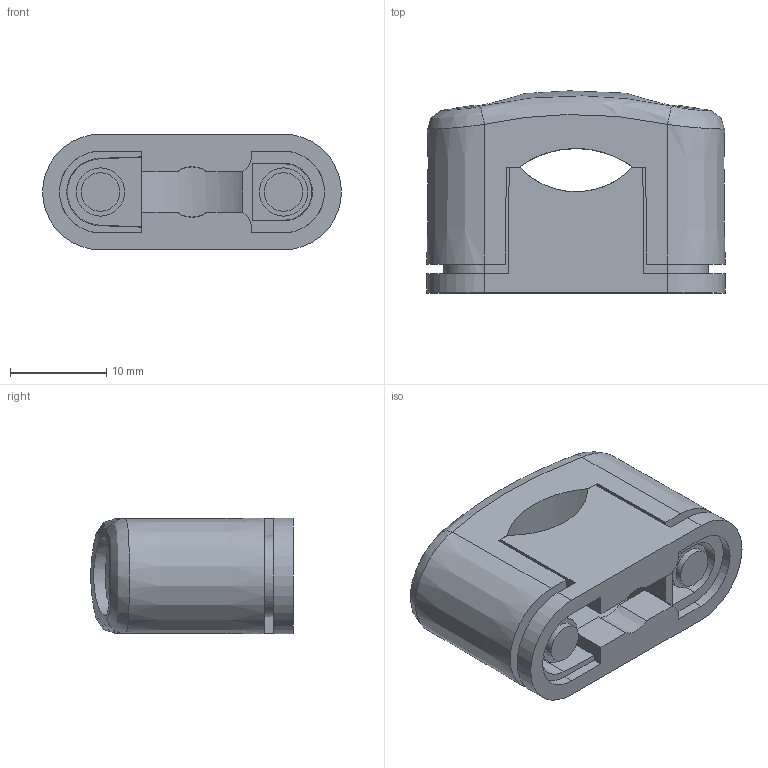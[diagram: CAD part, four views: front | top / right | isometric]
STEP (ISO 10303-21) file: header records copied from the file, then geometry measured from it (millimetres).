
FILE_DESCRIPTION (( 'STEP AP214' ), '1' );
FILE_NAME ('2124149.stp', '2017-07-03T11:28:14', ( '' ), ( '' ), 'SwSTEP 2.0', 'SolidWorks 2016', '' );
FILE_SCHEMA (( 'AUTOMOTIVE_DESIGN' ));
Length unit declared in the file: millimetre
Products named in the file (4): 2124149; ES510-01-03_Standard; ES510-01-01_Standard; ES510-01-02_Standard
Assembly tree (4 placements, depth 2):
  2124149
    ES510-01-02_Standard
    ES510-01-01_Standard
    ES510-01-03_Standard  x2
Bounding box: 31 x 20.98 x 12 mm (x, y, z)
Volume: 4659.9 mm3; surface area: 5359.8 mm2
Topology: 4 solids, 4 shells, 127 faces, 326 edges, 214 vertices
Faces by surface type: plane 75, cylinder 22, cone 21, bspline 4, sphere 4, torus 1
Entity records: 4228 total; most frequent: CARTESIAN_POINT 1300, ORIENTED_EDGE 584, DIRECTION 572, EDGE_CURVE 292, VECTOR 192, LINE 192, VERTEX_POINT 192, AXIS2_PLACEMENT_3D 190
